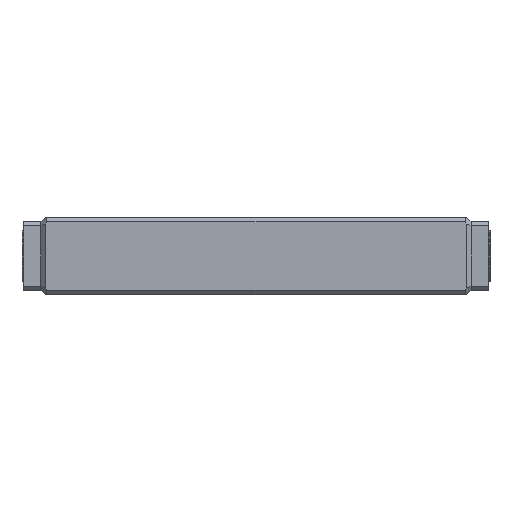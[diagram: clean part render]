
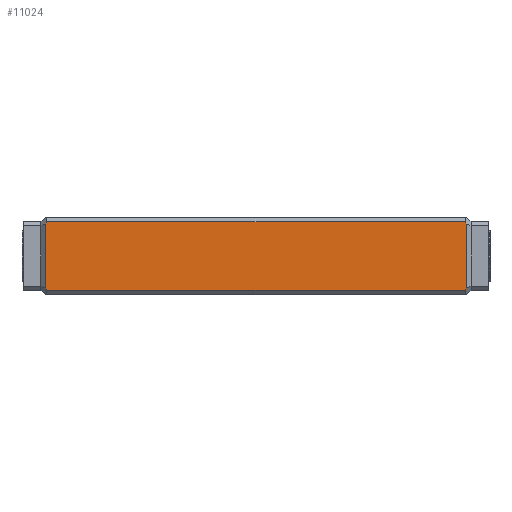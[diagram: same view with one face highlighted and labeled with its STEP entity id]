
A CAD part, front view. The second image highlights one B-rep face of the part: STEP entity #11024.
In plain terms, the highlighted planar face has unit normal (0, -1, 0).
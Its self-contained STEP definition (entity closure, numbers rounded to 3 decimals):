
#9225=FACE_OUTER_BOUND('',#17164,.T.);
#11024=ADVANCED_FACE('',(#9225),#13190,.T.);
#13190=PLANE('',#47027);
#17164=EDGE_LOOP('',(#20099,#20100,#20101,#20102,#20103,#20104,#20105,#20106));
#20099=ORIENTED_EDGE('',*,*,#34643,.T.);
#20100=ORIENTED_EDGE('',*,*,#34644,.F.);
#20101=ORIENTED_EDGE('',*,*,#34645,.T.);
#20102=ORIENTED_EDGE('',*,*,#34646,.T.);
#20103=ORIENTED_EDGE('',*,*,#34647,.T.);
#20104=ORIENTED_EDGE('',*,*,#34648,.F.);
#20105=ORIENTED_EDGE('',*,*,#34649,.T.);
#20106=ORIENTED_EDGE('',*,*,#34650,.T.);
#30931=VERTEX_POINT('',#59813);
#30932=VERTEX_POINT('',#59814);
#30933=VERTEX_POINT('',#59816);
#30934=VERTEX_POINT('',#59818);
#30935=VERTEX_POINT('',#59820);
#30936=VERTEX_POINT('',#59822);
#30937=VERTEX_POINT('',#59824);
#30938=VERTEX_POINT('',#59826);
#34643=EDGE_CURVE('',#30931,#30932,#39975,.T.);
#34644=EDGE_CURVE('',#30933,#30932,#39976,.T.);
#34645=EDGE_CURVE('',#30933,#30934,#39977,.T.);
#34646=EDGE_CURVE('',#30934,#30935,#39978,.T.);
#34647=EDGE_CURVE('',#30935,#30936,#39979,.T.);
#34648=EDGE_CURVE('',#30937,#30936,#39980,.T.);
#34649=EDGE_CURVE('',#30937,#30938,#39981,.T.);
#34650=EDGE_CURVE('',#30938,#30931,#39982,.T.);
#39975=LINE('',#59812,#43591);
#39976=LINE('',#59815,#43592);
#39977=LINE('',#59817,#43593);
#39978=LINE('',#59819,#43594);
#39979=LINE('',#59821,#43595);
#39980=LINE('',#59823,#43596);
#39981=LINE('',#59825,#43597);
#39982=LINE('',#59827,#43598);
#43591=VECTOR('',#50018,1.);
#43592=VECTOR('',#50019,1.);
#43593=VECTOR('',#50020,1.);
#43594=VECTOR('',#50021,1.);
#43595=VECTOR('',#50022,1.);
#43596=VECTOR('',#50023,1.);
#43597=VECTOR('',#50024,1.);
#43598=VECTOR('',#50025,1.);
#47027=AXIS2_PLACEMENT_3D('',#59828,#50026,#50027);
#50018=DIRECTION('',(-1.,0.,0.));
#50019=DIRECTION('',(0.577,0.,0.816));
#50020=DIRECTION('',(0.,0.,-1.));
#50021=DIRECTION('',(0.577,0.,-0.816));
#50022=DIRECTION('',(1.,0.,0.));
#50023=DIRECTION('',(-0.577,0.,-0.816));
#50024=DIRECTION('',(0.,0.,1.));
#50025=DIRECTION('',(-0.577,0.,0.816));
#50026=DIRECTION('',(0.,-1.,0.));
#50027=DIRECTION('',(1.,0.,0.));
#59812=CARTESIAN_POINT('',(-25.,-4.5,4.));
#59813=CARTESIAN_POINT('',(24.3,-4.5,4.));
#59814=CARTESIAN_POINT('',(-24.3,-4.5,4.));
#59815=CARTESIAN_POINT('',(-24.582,-4.5,3.601));
#59816=CARTESIAN_POINT('',(-24.5,-4.5,3.717));
#59817=CARTESIAN_POINT('',(-24.5,-4.5,-4.));
#59818=CARTESIAN_POINT('',(-24.5,-4.5,-3.717));
#59819=CARTESIAN_POINT('',(-28.54,-4.5,1.997));
#59820=CARTESIAN_POINT('',(-24.3,-4.5,-4.));
#59821=CARTESIAN_POINT('',(-25.,-4.5,-4.));
#59822=CARTESIAN_POINT('',(24.3,-4.5,-4.));
#59823=CARTESIAN_POINT('',(24.582,-4.5,-3.601));
#59824=CARTESIAN_POINT('',(24.5,-4.5,-3.717));
#59825=CARTESIAN_POINT('',(24.5,-4.5,4.5));
#59826=CARTESIAN_POINT('',(24.5,-4.5,3.717));
#59827=CARTESIAN_POINT('',(7.631,-4.5,27.574));
#59828=CARTESIAN_POINT('',(-25.,-4.5,4.5));
